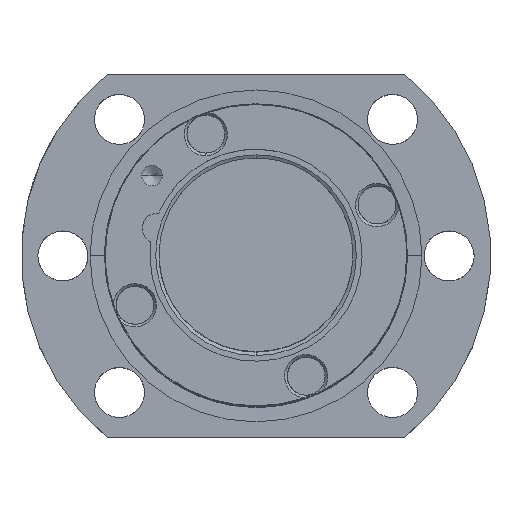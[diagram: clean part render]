
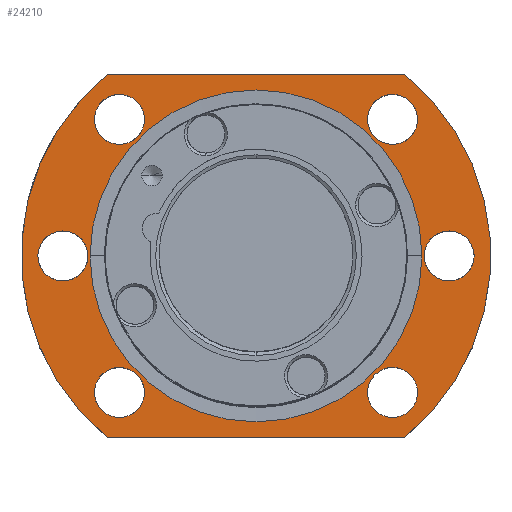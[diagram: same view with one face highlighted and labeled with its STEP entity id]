
A CAD part, top view. The second image highlights one B-rep face of the part: STEP entity #24210.
In plain terms, the highlighted planar face has unit normal (0, 0, 1).
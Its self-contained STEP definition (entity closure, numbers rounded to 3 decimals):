
#100=CARTESIAN_POINT('',(22.2,0.,121.125));
#110=VERTEX_POINT('',#100);
#160=CARTESIAN_POINT('',(25.5,0.,121.125));
#170=DIRECTION('',(0.,0.,-1.));
#180=DIRECTION('',(-1.,0.,0.));
#190=AXIS2_PLACEMENT_3D('',#160,#170,#180);
#200=CIRCLE('',#190,3.3);
#210=CARTESIAN_POINT('',(28.8,0.,121.125));
#220=VERTEX_POINT('',#210);
#230=EDGE_CURVE('',#110,#220,#200,.T.);
#2410=CARTESIAN_POINT('',(-25.5,0.,121.125));
#2420=DIRECTION('',(0.,0.,-1.));
#2430=DIRECTION('',(-1.,0.,0.));
#2440=AXIS2_PLACEMENT_3D('',#2410,#2420,#2430);
#2450=CIRCLE('',#2440,3.3);
#2460=CARTESIAN_POINT('',(-24.237,-3.049,121.125));
#2470=VERTEX_POINT('',#2460);
#2480=CARTESIAN_POINT('',(-28.8,0.,121.125));
#2490=VERTEX_POINT('',#2480);
#2500=EDGE_CURVE('',#2470,#2490,#2450,.T.);
#2730=CARTESIAN_POINT('',(-22.2,0.,121.125));
#2740=VERTEX_POINT('',#2730);
#2770=EDGE_CURVE('',#2740,#2470,#2450,.T.);
#3490=CARTESIAN_POINT('',(-14.731,-18.031,121.125));
#3500=VERTEX_POINT('',#3490);
#3550=CARTESIAN_POINT('',(-18.031,-18.031,121.125));
#3560=DIRECTION('',(0.,0.,-1.));
#3570=DIRECTION('',(-1.,0.,0.));
#3580=AXIS2_PLACEMENT_3D('',#3550,#3560,#3570);
#3590=CIRCLE('',#3580,3.3);
#3600=CARTESIAN_POINT('',(-21.331,-18.031,121.125));
#3610=VERTEX_POINT('',#3600);
#3620=EDGE_CURVE('',#3500,#3610,#3590,.T.);
#10180=CARTESIAN_POINT('',(21.331,18.031,121.125));
#10190=VERTEX_POINT('',#10180);
#10240=CARTESIAN_POINT('',(18.031,18.031,121.125));
#10250=DIRECTION('',(0.,0.,-1.));
#10260=DIRECTION('',(-1.,0.,0.));
#10270=AXIS2_PLACEMENT_3D('',#10240,#10250,#10260);
#10280=CIRCLE('',#10270,3.3);
#10290=CARTESIAN_POINT('',(14.731,18.031,121.125));
#10300=VERTEX_POINT('',#10290);
#10310=EDGE_CURVE('',#10190,#10300,#10280,.T.);
#11150=CARTESIAN_POINT('',(14.731,-18.031,121.125));
#11160=VERTEX_POINT('',#11150);
#11210=CARTESIAN_POINT('',(18.031,-18.031,121.125));
#11220=DIRECTION('',(0.,0.,-1.));
#11230=DIRECTION('',(-1.,0.,0.));
#11240=AXIS2_PLACEMENT_3D('',#11210,#11220,#11230);
#11250=CIRCLE('',#11240,3.3);
#11260=CARTESIAN_POINT('',(16.768,-14.982,121.125));
#11270=VERTEX_POINT('',#11260);
#11280=EDGE_CURVE('',#11160,#11270,#11250,.T.);
#11300=CARTESIAN_POINT('',(21.331,-18.031,121.125));
#11310=VERTEX_POINT('',#11300);
#11320=EDGE_CURVE('',#11270,#11310,#11250,.T.);
#12260=CARTESIAN_POINT('',(19.621,-24.,121.125));
#12270=VERTEX_POINT('',#12260);
#12420=CARTESIAN_POINT('',(-19.621,-24.,121.125));
#12430=VERTEX_POINT('',#12420);
#12460=CARTESIAN_POINT('',(0.,-24.,121.125));
#12470=DIRECTION('',(-1.,0.,-0.));
#12480=VECTOR('',#12470,1.);
#12490=LINE('',#12460,#12480);
#12500=EDGE_CURVE('',#12270,#12430,#12490,.T.);
#13110=CARTESIAN_POINT('',(-19.621,24.,121.125));
#13120=VERTEX_POINT('',#13110);
#13150=CARTESIAN_POINT('',(0.,0.,
121.125));
#13160=DIRECTION('',(0.,0.,-1.));
#13170=DIRECTION('',(-1.,0.,0.));
#13180=AXIS2_PLACEMENT_3D('',#13150,#13160,#13170);
#13190=CIRCLE('',#13180,31.);
#13200=EDGE_CURVE('',#12430,#13120,#13190,.T.);
#13610=CARTESIAN_POINT('',(19.621,24.,121.125));
#13620=VERTEX_POINT('',#13610);
#13650=CARTESIAN_POINT('',(0.,24.,121.125));
#13660=DIRECTION('',(-1.,-0.,-0.));
#13670=VECTOR('',#13660,1.);
#13680=LINE('',#13650,#13670);
#13690=EDGE_CURVE('',#13620,#13120,#13680,.T.);
#13940=CARTESIAN_POINT('',(0.,0.,
121.125));
#13950=DIRECTION('',(0.,0.,-1.));
#13960=DIRECTION('',(-1.,0.,0.));
#13970=AXIS2_PLACEMENT_3D('',#13940,#13950,#13960);
#13980=CIRCLE('',#13970,31.);
#13990=EDGE_CURVE('',#13620,#12270,#13980,.T.);
#14210=CARTESIAN_POINT('',(-14.731,18.031,121.125));
#14220=VERTEX_POINT('',#14210);
#14270=CARTESIAN_POINT('',(-18.031,18.031,121.125));
#14280=DIRECTION('',(0.,0.,-1.));
#14290=DIRECTION('',(-1.,0.,0.));
#14300=AXIS2_PLACEMENT_3D('',#14270,#14280,#14290);
#14310=CIRCLE('',#14300,3.3);
#14320=CARTESIAN_POINT('',(-21.331,18.031,121.125));
#14330=VERTEX_POINT('',#14320);
#14340=EDGE_CURVE('',#14220,#14330,#14310,.T.);
#23470=CARTESIAN_POINT('',(58.773,-28.8,121.125));
#23480=DIRECTION('',(0.,0.,-1.));
#23490=DIRECTION('',(-1.,0.,-0.));
#23500=AXIS2_PLACEMENT_3D('',#23470,#23480,#23490);
#23510=PLANE('',#23500);
#23520=ORIENTED_EDGE('',*,*,#13200,.F.);
#23530=ORIENTED_EDGE('',*,*,#13690,.T.);
#23540=ORIENTED_EDGE('',*,*,#13990,.F.);
#23550=ORIENTED_EDGE('',*,*,#12500,.F.);
#23560=EDGE_LOOP('',(#23550,#23540,#23530,#23520));
#23570=FACE_OUTER_BOUND('',#23560,.T.);
#23580=EDGE_CURVE('',#2490,#2740,#2450,.T.);
#23590=ORIENTED_EDGE('',*,*,#23580,.T.);
#23600=ORIENTED_EDGE('',*,*,#2500,.T.);
#23610=ORIENTED_EDGE('',*,*,#2770,.T.);
#23620=EDGE_LOOP('',(#23610,#23600,#23590));
#23630=FACE_BOUND('',#23620,.T.);
#23640=ORIENTED_EDGE('',*,*,#3620,.T.);
#23650=CARTESIAN_POINT('',(-19.294,-14.982,121.125))
;
#23660=VERTEX_POINT('',#23650);
#23670=EDGE_CURVE('',#23660,#3500,#3590,.T.);
#23680=ORIENTED_EDGE('',*,*,#23670,.T.);
#23690=EDGE_CURVE('',#3610,#23660,#3590,.T.);
#23700=ORIENTED_EDGE('',*,*,#23690,.T.);
#23710=EDGE_LOOP('',(#23700,#23680,#23640));
#23720=FACE_BOUND('',#23710,.T.);
#23730=ORIENTED_EDGE('',*,*,#230,.T.);
#23740=CARTESIAN_POINT('',(26.763,-3.049,121.125));
#23750=VERTEX_POINT('',#23740);
#23760=EDGE_CURVE('',#23750,#110,#200,.T.);
#23770=ORIENTED_EDGE('',*,*,#23760,.T.);
#23780=EDGE_CURVE('',#220,#23750,#200,.T.);
#23790=ORIENTED_EDGE('',*,*,#23780,.T.);
#23800=EDGE_LOOP('',(#23790,#23770,#23730));
#23810=FACE_BOUND('',#23800,.T.);
#23820=EDGE_CURVE('',#11310,#11160,#11250,.T.);
#23830=ORIENTED_EDGE('',*,*,#23820,.T.);
#23840=ORIENTED_EDGE('',*,*,#11320,.T.);
#23850=ORIENTED_EDGE('',*,*,#11280,.T.);
#23860=EDGE_LOOP('',(#23850,#23840,#23830));
#23870=FACE_BOUND('',#23860,.T.);
#23880=ORIENTED_EDGE('',*,*,#10310,.T.);
#23890=CARTESIAN_POINT('',(16.768,21.08,121.125));
#23900=VERTEX_POINT('',#23890);
#23910=EDGE_CURVE('',#23900,#10190,#10280,.T.);
#23920=ORIENTED_EDGE('',*,*,#23910,.T.);
#23930=EDGE_CURVE('',#10300,#23900,#10280,.T.);
#23940=ORIENTED_EDGE('',*,*,#23930,.T.);
#23950=EDGE_LOOP('',(#23940,#23920,#23880));
#23960=FACE_BOUND('',#23950,.T.);
#23970=ORIENTED_EDGE('',*,*,#14340,.T.);
#23980=CARTESIAN_POINT('',(-19.294,21.08,121.125));
#23990=VERTEX_POINT('',#23980);
#24000=EDGE_CURVE('',#23990,#14220,#14310,.T.);
#24010=ORIENTED_EDGE('',*,*,#24000,.T.);
#24020=EDGE_CURVE('',#14330,#23990,#14310,.T.);
#24030=ORIENTED_EDGE('',*,*,#24020,.T.);
#24040=EDGE_LOOP('',(#24030,#24010,#23970));
#24050=FACE_BOUND('',#24040,.T.);
#24060=CARTESIAN_POINT('',(0.,0.,
121.125));
#24070=DIRECTION('',(0.,0.,1.));
#24080=DIRECTION('',(1.,0.,0.));
#24090=AXIS2_PLACEMENT_3D('',#24060,#24070,#24080);
#24100=CIRCLE('',#24090,21.913);
#24110=CARTESIAN_POINT('',(21.913,0.,121.125
));
#24120=VERTEX_POINT('',#24110);
#24130=CARTESIAN_POINT('',(-21.913,0.,
121.125));
#24140=VERTEX_POINT('',#24130);
#24150=EDGE_CURVE('',#24120,#24140,#24100,.T.);
#24160=ORIENTED_EDGE('',*,*,#24150,.F.);
#24170=EDGE_CURVE('',#24140,#24120,#24100,.T.);
#24180=ORIENTED_EDGE('',*,*,#24170,.F.);
#24190=EDGE_LOOP('',(#24180,#24160));
#24200=FACE_BOUND('',#24190,.T.);
#24210=ADVANCED_FACE('',(#23570,#23630,#23720,#23810,#23870,#23960,
#24050,#24200),#23510,.F.);
